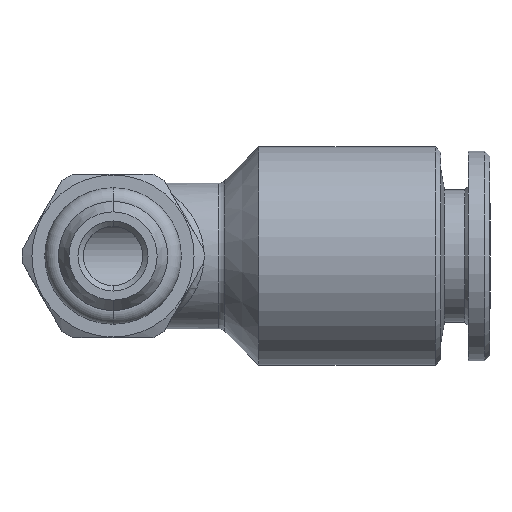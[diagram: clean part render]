
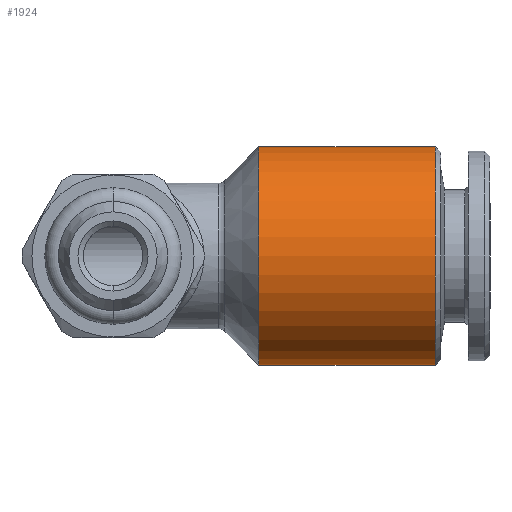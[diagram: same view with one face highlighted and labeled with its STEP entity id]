
A CAD part, front view. The second image highlights one B-rep face of the part: STEP entity #1924.
In plain terms, the highlighted cylindrical face has radius 6 mm (diameter 12 mm), a partial arc.
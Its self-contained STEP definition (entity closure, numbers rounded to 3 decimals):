
#264 = CARTESIAN_POINT ( 'NONE',  ( 17.7, 0., 6. ) ) ;
#276 = CARTESIAN_POINT ( 'NONE',  ( 17.7, 0., -6. ) ) ;
#285 = CARTESIAN_POINT ( 'NONE',  ( 8., 0., -6. ) ) ;
#291 = CARTESIAN_POINT ( 'NONE',  ( 8., 0., 6. ) ) ;
#333 = DIRECTION ( 'NONE',  ( -1., 0., 0. ) ) ;
#334 = VECTOR ( 'NONE', #333, 1000. ) ;
#335 = CARTESIAN_POINT ( 'NONE',  ( 0., 0., 6. ) ) ;
#336 = LINE ( 'NONE', #335, #334 ) ;
#339 = DIRECTION ( 'NONE',  ( -1., 0., 0. ) ) ;
#340 = VECTOR ( 'NONE', #339, 1000. ) ;
#341 = CARTESIAN_POINT ( 'NONE',  ( 0., 0., -6. ) ) ;
#347 = LINE ( 'NONE', #341, #340 ) ;
#783 = DIRECTION ( 'NONE',  ( 0., 0., 1. ) ) ;
#784 = DIRECTION ( 'NONE',  ( -1., 0., 0. ) ) ;
#785 = CARTESIAN_POINT ( 'NONE',  ( 0., 0., 0. ) ) ;
#786 = AXIS2_PLACEMENT_3D ( 'NONE', #785, #784, #783 ) ;
#787 = CYLINDRICAL_SURFACE ( 'NONE', #786, 6. ) ;
#788 = FACE_OUTER_BOUND ( 'NONE', #1916, .T. ) ;
#789 = DIRECTION ( 'NONE',  ( 0., 0., 1. ) ) ;
#790 = DIRECTION ( 'NONE',  ( -1., 0., 0. ) ) ;
#791 = CARTESIAN_POINT ( 'NONE',  ( 17.7, 0., 0. ) ) ;
#792 = AXIS2_PLACEMENT_3D ( 'NONE', #791, #790, #789 ) ;
#793 = CIRCLE ( 'NONE', #792, 6. ) ;
#1519 = VERTEX_POINT ( 'NONE', #276 ) ;
#1523 = VERTEX_POINT ( 'NONE', #264 ) ;
#1546 = VERTEX_POINT ( 'NONE', #291 ) ;
#1548 = VERTEX_POINT ( 'NONE', #285 ) ;
#1555 = EDGE_CURVE ( 'NONE', #1519, #1548, #347, .T. ) ;
#1560 = EDGE_CURVE ( 'NONE', #1523, #1546, #336, .T. ) ;
#1916 = EDGE_LOOP ( 'NONE', ( #1941, #1940, #1928, #1929 ) ) ;
#1920 = EDGE_CURVE ( 'NONE', #1519, #1523, #793, .T. ) ;
#1924 = ADVANCED_FACE ( 'NONE', ( #788 ), #787, .T. ) ;
#1928 = ORIENTED_EDGE ( 'NONE', *, *, #1560, .T. ) ;
#1929 = ORIENTED_EDGE ( 'NONE', *, *, #2081, .T. ) ;
#1940 = ORIENTED_EDGE ( 'NONE', *, *, #1920, .T. ) ;
#1941 = ORIENTED_EDGE ( 'NONE', *, *, #1555, .F. ) ;
#2081 = EDGE_CURVE ( 'NONE', #1546, #1548, #2582, .T. ) ;
#2581 = AXIS2_PLACEMENT_3D ( 'NONE', #2589, #2585, #2584 ) ;
#2582 = CIRCLE ( 'NONE', #2581, 6. ) ;
#2584 = DIRECTION ( 'NONE',  ( 0., 0., -1. ) ) ;
#2585 = DIRECTION ( 'NONE',  ( 1., 0., 0. ) ) ;
#2589 = CARTESIAN_POINT ( 'NONE',  ( 8., 0., 0. ) ) ;
